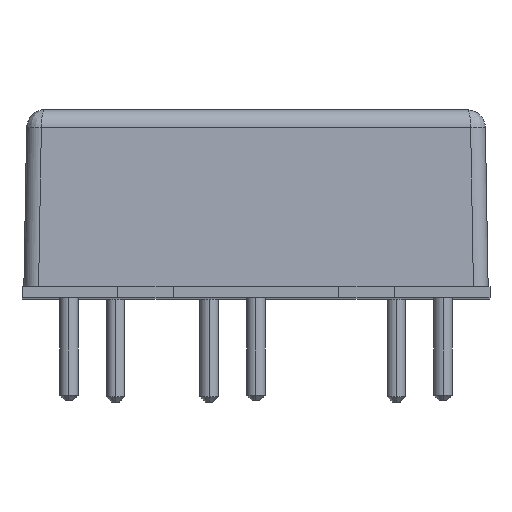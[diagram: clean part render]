
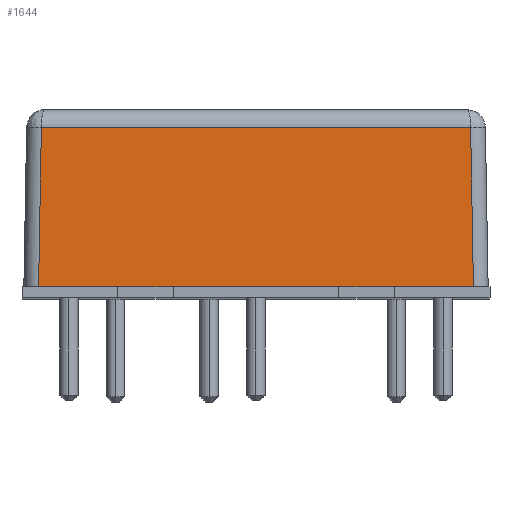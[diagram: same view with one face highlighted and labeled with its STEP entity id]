
A CAD part, top view. The second image highlights one B-rep face of the part: STEP entity #1644.
In plain terms, the highlighted planar face has unit normal (0, 0.018, 1).
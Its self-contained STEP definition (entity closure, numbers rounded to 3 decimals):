
#1 = CARTESIAN_POINT ( 'NONE',  ( -11.8, 0.6, 25.25 ) ) ;
#38 = VERTEX_POINT ( 'NONE', #1 ) ;
#134 = ORIENTED_EDGE ( 'NONE', *, *, #2050, .T. ) ;
#263 = LINE ( 'NONE', #629, #1270 ) ;
#493 = EDGE_CURVE ( 'NONE', #1342, #1661, #1495, .T. ) ;
#622 = CARTESIAN_POINT ( 'NONE',  ( 11.793, 1.026, 25.243 ) ) ;
#629 = CARTESIAN_POINT ( 'NONE',  ( -12.6, 0.6, 25.25 ) ) ;
#684 = ORIENTED_EDGE ( 'NONE', *, *, #3810, .T. ) ;
#709 = CARTESIAN_POINT ( 'NONE',  ( -11.65, 9.217, 25.1 ) ) ;
#710 = ORIENTED_EDGE ( 'NONE', *, *, #1343, .F. ) ;
#793 = LINE ( 'NONE', #2116, #2249 ) ;
#1025 = EDGE_CURVE ( 'NONE', #38, #1489, #263, .T. ) ;
#1034 = VECTOR ( 'NONE', #2956, 1000. ) ;
#1210 = CARTESIAN_POINT ( 'NONE',  ( -12.7, 0.6, 25.25 ) ) ;
#1214 = ORIENTED_EDGE ( 'NONE', *, *, #493, .T. ) ;
#1270 = VECTOR ( 'NONE', #2562, 1000. ) ;
#1277 = DIRECTION ( 'NONE',  ( -0.017, 1., -0.017 ) ) ;
#1288 = CARTESIAN_POINT ( 'NONE',  ( -7.5, 0.6, 25.25 ) ) ;
#1297 = LINE ( 'NONE', #4322, #1034 ) ;
#1331 = VECTOR ( 'NONE', #1277, 1000. ) ;
#1342 = VERTEX_POINT ( 'NONE', #3352 ) ;
#1343 = EDGE_CURVE ( 'NONE', #1342, #3944, #3123, .T. ) ;
#1489 = VERTEX_POINT ( 'NONE', #1288 ) ;
#1495 = LINE ( 'NONE', #622, #1331 ) ;
#1569 = VECTOR ( 'NONE', #2006, 1000. ) ;
#1644 = ADVANCED_FACE ( 'NONE', ( #2028 ), #1730, .T. ) ;
#1659 = CARTESIAN_POINT ( 'NONE',  ( -12.7, 0.6, 25.25 ) ) ;
#1661 = VERTEX_POINT ( 'NONE', #2064 ) ;
#1687 = VERTEX_POINT ( 'NONE', #709 ) ;
#1727 = EDGE_LOOP ( 'NONE', ( #1214, #4075, #1920, #4027, #684, #1896, #134, #710 ) ) ;
#1730 = PLANE ( 'NONE',  #2114 ) ;
#1896 = ORIENTED_EDGE ( 'NONE', *, *, #4282, .F. ) ;
#1914 = DIRECTION ( 'NONE',  ( -1., 0., 0. ) ) ;
#1920 = ORIENTED_EDGE ( 'NONE', *, *, #2743, .T. ) ;
#1973 = VERTEX_POINT ( 'NONE', #3874 ) ;
#1996 = CARTESIAN_POINT ( 'NONE',  ( -12.6, 0.6, 25.25 ) ) ;
#2006 = DIRECTION ( 'NONE',  ( -1., 0., 0. ) ) ;
#2028 = FACE_OUTER_BOUND ( 'NONE', #1727, .T. ) ;
#2050 = EDGE_CURVE ( 'NONE', #3229, #3944, #1297, .T. ) ;
#2064 = CARTESIAN_POINT ( 'NONE',  ( 11.65, 9.217, 25.1 ) ) ;
#2082 = VECTOR ( 'NONE', #1914, 1000. ) ;
#2101 = LINE ( 'NONE', #4413, #3969 ) ;
#2114 = AXIS2_PLACEMENT_3D ( 'NONE', #3468, #4484, #2377 ) ;
#2116 = CARTESIAN_POINT ( 'NONE',  ( -11.633, 9.217, 25.1 ) ) ;
#2249 = VECTOR ( 'NONE', #3130, 1000. ) ;
#2377 = DIRECTION ( 'NONE',  ( 0., -1., 0.017 ) ) ;
#2388 = VECTOR ( 'NONE', #4439, 1000. ) ;
#2562 = DIRECTION ( 'NONE',  ( 1., 0., 0. ) ) ;
#2743 = EDGE_CURVE ( 'NONE', #1687, #38, #2101, .T. ) ;
#2836 = CARTESIAN_POINT ( 'NONE',  ( 7.5, 0.6, 25.25 ) ) ;
#2956 = DIRECTION ( 'NONE',  ( 1., 0., 0. ) ) ;
#3010 = EDGE_CURVE ( 'NONE', #1661, #1687, #793, .T. ) ;
#3107 = LINE ( 'NONE', #1659, #1569 ) ;
#3123 = LINE ( 'NONE', #1210, #2082 ) ;
#3130 = DIRECTION ( 'NONE',  ( -1., 0., 0. ) ) ;
#3229 = VERTEX_POINT ( 'NONE', #3286 ) ;
#3286 = CARTESIAN_POINT ( 'NONE',  ( 4.5, 0.6, 25.25 ) ) ;
#3341 = DIRECTION ( 'NONE',  ( -0.017, -1., 0.017 ) ) ;
#3352 = CARTESIAN_POINT ( 'NONE',  ( 11.8, 0.6, 25.25 ) ) ;
#3468 = CARTESIAN_POINT ( 'NONE',  ( -12.6, 0.6, 25.25 ) ) ;
#3717 = LINE ( 'NONE', #1996, #2388 ) ;
#3810 = EDGE_CURVE ( 'NONE', #1489, #1973, #3717, .T. ) ;
#3874 = CARTESIAN_POINT ( 'NONE',  ( -4.5, 0.6, 25.25 ) ) ;
#3944 = VERTEX_POINT ( 'NONE', #2836 ) ;
#3969 = VECTOR ( 'NONE', #3341, 1000. ) ;
#4027 = ORIENTED_EDGE ( 'NONE', *, *, #1025, .T. ) ;
#4075 = ORIENTED_EDGE ( 'NONE', *, *, #3010, .T. ) ;
#4282 = EDGE_CURVE ( 'NONE', #3229, #1973, #3107, .T. ) ;
#4322 = CARTESIAN_POINT ( 'NONE',  ( -12.6, 0.6, 25.25 ) ) ;
#4413 = CARTESIAN_POINT ( 'NONE',  ( -11.8, 0.586, 25.25 ) ) ;
#4439 = DIRECTION ( 'NONE',  ( 1., 0., 0. ) ) ;
#4484 = DIRECTION ( 'NONE',  ( 0., 0.017, 1. ) ) ;
